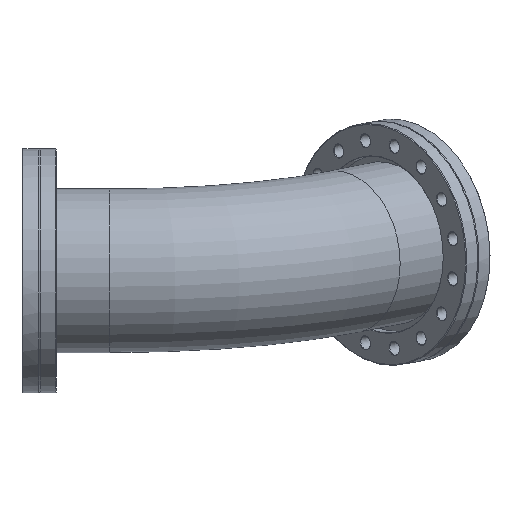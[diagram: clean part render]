
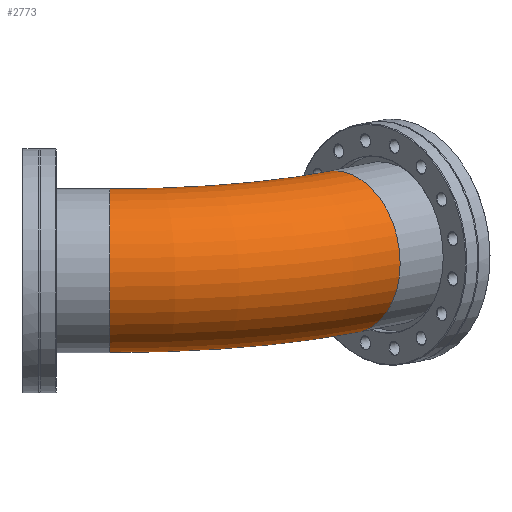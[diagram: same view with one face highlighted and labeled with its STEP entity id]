
A CAD part, left-side view. The second image highlights one B-rep face of the part: STEP entity #2773.
In plain terms, the highlighted toroidal (fillet/blend) face has major radius 204.19 mm and minor radius 50.8 mm.
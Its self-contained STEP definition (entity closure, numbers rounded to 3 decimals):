
#45=TOROIDAL_SURFACE('',#3132,204.19,50.8);
#605=FACE_BOUND('',#1061,.T.);
#777=FACE_OUTER_BOUND('',#1060,.T.);
#1060=EDGE_LOOP('',(#2557));
#1061=EDGE_LOOP('',(#2558));
#1219=CIRCLE('',#3131,50.8);
#1220=CIRCLE('',#3133,50.8);
#1488=VERTEX_POINT('',#16458);
#1489=VERTEX_POINT('',#16461);
#1846=EDGE_CURVE('',#1488,#1488,#1219,.T.);
#1847=EDGE_CURVE('',#1489,#1489,#1220,.T.);
#2557=ORIENTED_EDGE('',*,*,#1846,.F.);
#2558=ORIENTED_EDGE('',*,*,#1847,.T.);
#2773=ADVANCED_FACE('',(#777,#605),#45,.T.);
#3131=AXIS2_PLACEMENT_3D('',#16459,#3802,#3803);
#3132=AXIS2_PLACEMENT_3D('',#16460,#3804,#3805);
#3133=AXIS2_PLACEMENT_3D('',#16462,#3806,#3807);
#3802=DIRECTION('center_axis',(-1.,0.,0.));
#3803=DIRECTION('ref_axis',(0.,-1.,0.));
#3804=DIRECTION('center_axis',(0.,0.,1.));
#3805=DIRECTION('ref_axis',(1.,0.,0.));
#3806=DIRECTION('center_axis',(-0.707,0.707,0.));
#3807=DIRECTION('ref_axis',(-0.707,-0.707,0.));
#16458=CARTESIAN_POINT('',(-110.218,144.772,0.));
#16459=CARTESIAN_POINT('Origin',(-110.218,93.972,0.));
#16460=CARTESIAN_POINT('Origin',(-110.218,-110.218,0.));
#16461=CARTESIAN_POINT('',(70.087,70.087,0.));
#16462=CARTESIAN_POINT('Origin',(34.166,34.166,0.));
